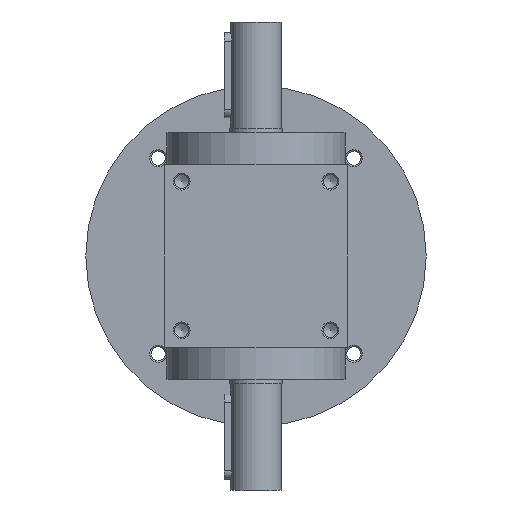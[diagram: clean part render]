
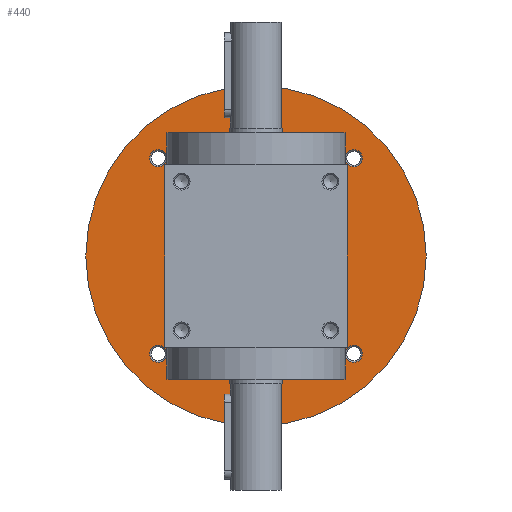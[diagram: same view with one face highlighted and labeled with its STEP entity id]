
A CAD part, left-side view. The second image highlights one B-rep face of the part: STEP entity #440.
In plain terms, the highlighted planar face has unit normal (-1, 0, 0).
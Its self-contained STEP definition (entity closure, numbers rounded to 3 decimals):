
#440 = ADVANCED_FACE( '', ( #1072, #1073, #1074, #1075, #1076, #1077 ), #1078, .F. );
#1072 = FACE_OUTER_BOUND( '', #2047, .T. );
#1073 = FACE_BOUND( '', #2048, .T. );
#1074 = FACE_BOUND( '', #2049, .T. );
#1075 = FACE_BOUND( '', #2050, .T. );
#1076 = FACE_BOUND( '', #2051, .T. );
#1077 = FACE_BOUND( '', #2052, .T. );
#1078 = PLANE( '', #2053 );
#2047 = EDGE_LOOP( '', ( #3186 ) );
#2048 = EDGE_LOOP( '', ( #3187 ) );
#2049 = EDGE_LOOP( '', ( #3188 ) );
#2050 = EDGE_LOOP( '', ( #3189 ) );
#2051 = EDGE_LOOP( '', ( #3190 ) );
#2052 = EDGE_LOOP( '', ( #3191 ) );
#2053 = AXIS2_PLACEMENT_3D( '', #3192, #3193, #3194 );
#3186 = ORIENTED_EDGE( '', *, *, #5044, .F. );
#3187 = ORIENTED_EDGE( '', *, *, #5045, .T. );
#3188 = ORIENTED_EDGE( '', *, *, #4873, .T. );
#3189 = ORIENTED_EDGE( '', *, *, #5046, .T. );
#3190 = ORIENTED_EDGE( '', *, *, #5047, .T. );
#3191 = ORIENTED_EDGE( '', *, *, #4869, .T. );
#3192 = CARTESIAN_POINT( '', ( 34., 42., 0. ) );
#3193 = DIRECTION( '', ( 1., 0., 0. ) );
#3194 = DIRECTION( '', ( 0., 0., -1. ) );
#4869 = EDGE_CURVE( '', #5651, #5651, #5652, .T. );
#4873 = EDGE_CURVE( '', #5658, #5658, #5659, .T. );
#5044 = EDGE_CURVE( '', #5927, #5927, #5928, .T. );
#5045 = EDGE_CURVE( '', #5929, #5929, #5930, .T. );
#5046 = EDGE_CURVE( '', #5931, #5931, #5932, .T. );
#5047 = EDGE_CURVE( '', #5933, #5933, #5934, .T. );
#5651 = VERTEX_POINT( '', #6763 );
#5652 = CIRCLE( '', #6764, 42. );
#5658 = VERTEX_POINT( '', #6770 );
#5659 = CIRCLE( '', #6771, 4. );
#5927 = VERTEX_POINT( '', #7103 );
#5928 = CIRCLE( '', #7104, 80. );
#5929 = VERTEX_POINT( '', #7105 );
#5930 = CIRCLE( '', #7106, 4. );
#5931 = VERTEX_POINT( '', #7107 );
#5932 = CIRCLE( '', #7108, 4. );
#5933 = VERTEX_POINT( '', #7109 );
#5934 = CIRCLE( '', #7110, 4. );
#6763 = CARTESIAN_POINT( '', ( 34., 0., -42. ) );
#6764 = AXIS2_PLACEMENT_3D( '', #8155, #8156, #8157 );
#6770 = CARTESIAN_POINT( '', ( 34., 45.962, -49.962 ) );
#6771 = AXIS2_PLACEMENT_3D( '', #8164, #8165, #8166 );
#7103 = CARTESIAN_POINT( '', ( 34., 0., -80. ) );
#7104 = AXIS2_PLACEMENT_3D( '', #8390, #8391, #8392 );
#7105 = CARTESIAN_POINT( '', ( 34., -45.962, 41.962 ) );
#7106 = AXIS2_PLACEMENT_3D( '', #8393, #8394, #8395 );
#7107 = CARTESIAN_POINT( '', ( 34., -45.962, -49.962 ) );
#7108 = AXIS2_PLACEMENT_3D( '', #8396, #8397, #8398 );
#7109 = CARTESIAN_POINT( '', ( 34., 45.962, 41.962 ) );
#7110 = AXIS2_PLACEMENT_3D( '', #8399, #8400, #8401 );
#8155 = CARTESIAN_POINT( '', ( 34., 0., 0. ) );
#8156 = DIRECTION( '', ( 1., 0., 0. ) );
#8157 = DIRECTION( '', ( 0., 0., -1. ) );
#8164 = CARTESIAN_POINT( '', ( 34., 45.962, -45.962 ) );
#8165 = DIRECTION( '', ( 1., 0., 0. ) );
#8166 = DIRECTION( '', ( 0., 0., -1. ) );
#8390 = CARTESIAN_POINT( '', ( 34., 0., 0. ) );
#8391 = DIRECTION( '', ( 1., 0., 0. ) );
#8392 = DIRECTION( '', ( 0., 0., -1. ) );
#8393 = CARTESIAN_POINT( '', ( 34., -45.962, 45.962 ) );
#8394 = DIRECTION( '', ( 1., 0., 0. ) );
#8395 = DIRECTION( '', ( 0., 0., -1. ) );
#8396 = CARTESIAN_POINT( '', ( 34., -45.962, -45.962 ) );
#8397 = DIRECTION( '', ( 1., 0., 0. ) );
#8398 = DIRECTION( '', ( 0., 0., -1. ) );
#8399 = CARTESIAN_POINT( '', ( 34., 45.962, 45.962 ) );
#8400 = DIRECTION( '', ( 1., 0., 0. ) );
#8401 = DIRECTION( '', ( 0., 0., -1. ) );
